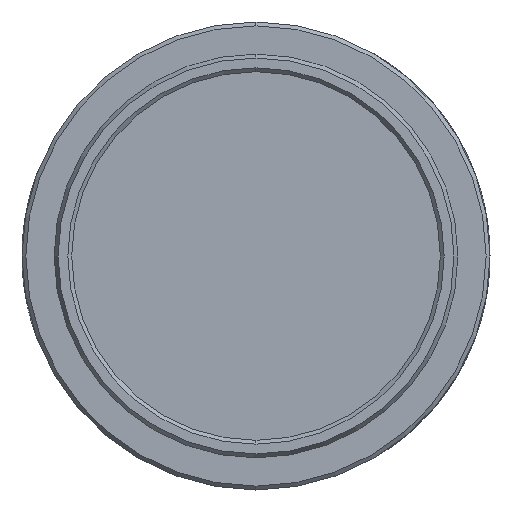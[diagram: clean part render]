
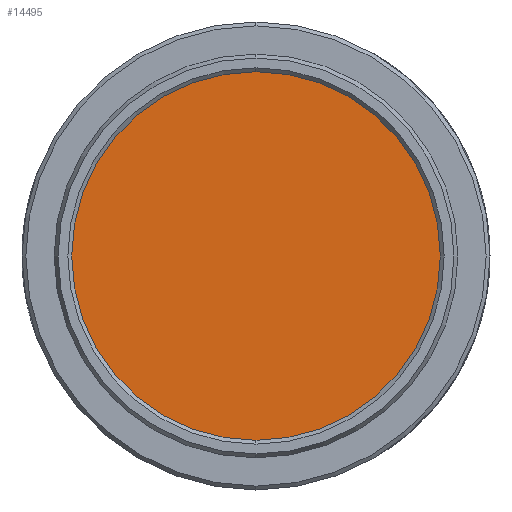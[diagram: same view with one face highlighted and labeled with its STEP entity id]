
A CAD part, left-side view. The second image highlights one B-rep face of the part: STEP entity #14495.
In plain terms, the highlighted planar face has unit normal (-1, 0, 0).
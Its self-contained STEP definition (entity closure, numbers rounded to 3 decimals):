
#119 = PLANE ( 'NONE',  #11291 ) ;
#153 = DIRECTION ( 'NONE',  ( 0., 0.685, 0.729 ) ) ;
#1402 = CARTESIAN_POINT ( 'NONE',  ( -1.905, 0., 0. ) ) ;
#2021 = CARTESIAN_POINT ( 'NONE',  ( -1.905, -8.527, -9.071 ) ) ;
#2459 = AXIS2_PLACEMENT_3D ( 'NONE', #13740, #6944, #153 ) ;
#2552 = DIRECTION ( 'NONE',  ( 0., 0.685, 0.729 ) ) ;
#2647 = ORIENTED_EDGE ( 'NONE', *, *, #3175, .T. ) ;
#2685 = VERTEX_POINT ( 'NONE', #2021 ) ;
#3175 = EDGE_CURVE ( 'NONE', #9758, #2685, #14640, .T. ) ;
#3563 = CIRCLE ( 'NONE', #2459, 12.45 ) ;
#4679 = ORIENTED_EDGE ( 'NONE', *, *, #13761, .T. ) ;
#6301 = CARTESIAN_POINT ( 'NONE',  ( -1.905, 8.527, 9.071 ) ) ;
#6457 = CARTESIAN_POINT ( 'NONE',  ( -1.905, 0., 0. ) ) ;
#6944 = DIRECTION ( 'NONE',  ( -1., 0., 0. ) ) ;
#7570 = DIRECTION ( 'NONE',  ( 0., 0.685, 0.729 ) ) ;
#9331 = DIRECTION ( 'NONE',  ( 1., 0., 0. ) ) ;
#9758 = VERTEX_POINT ( 'NONE', #6301 ) ;
#11291 = AXIS2_PLACEMENT_3D ( 'NONE', #1402, #9331, #2552 ) ;
#11619 = AXIS2_PLACEMENT_3D ( 'NONE', #6457, #14408, #7570 ) ;
#13451 = EDGE_LOOP ( 'NONE', ( #2647, #4679 ) ) ;
#13740 = CARTESIAN_POINT ( 'NONE',  ( -1.905, 0., 0. ) ) ;
#13761 = EDGE_CURVE ( 'NONE', #2685, #9758, #3563, .T. ) ;
#14044 = FACE_OUTER_BOUND ( 'NONE', #13451, .T. ) ;
#14408 = DIRECTION ( 'NONE',  ( -1., 0., 0. ) ) ;
#14495 = ADVANCED_FACE ( 'NONE', ( #14044 ), #119, .F. ) ;
#14640 = CIRCLE ( 'NONE', #11619, 12.45 ) ;
